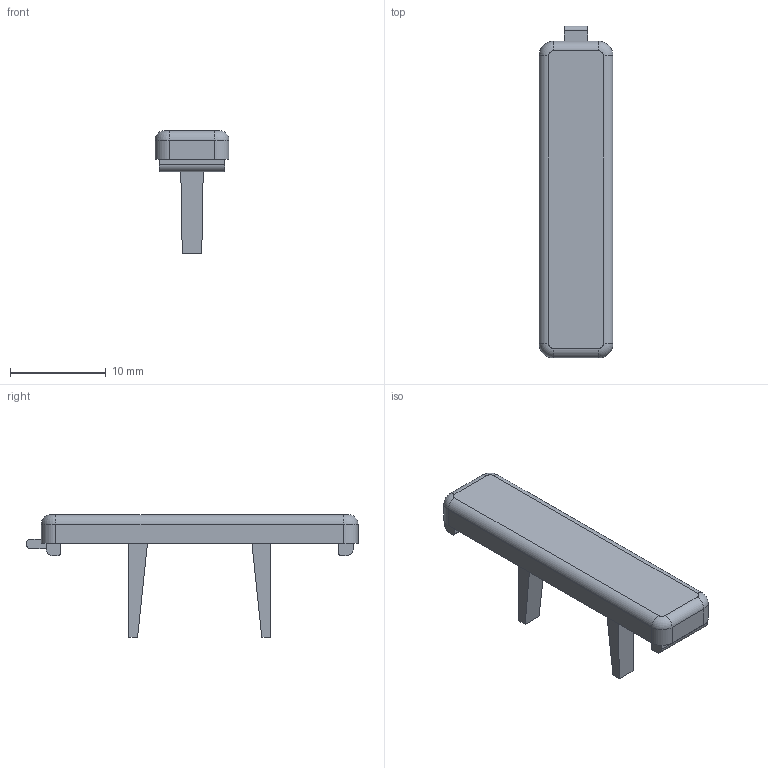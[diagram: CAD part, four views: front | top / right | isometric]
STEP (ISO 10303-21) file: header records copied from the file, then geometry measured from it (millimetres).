
FILE_DESCRIPTION(('CATIA V5R19 STEP'),'2;1');
FILE_NAME ('D1456558_0', '2015-01-12T10:04:17+00:00', ('Weidmueller Interface'), ('Weidmueller'), 'CATIA Version 5 Release 20 SP 5 (IN-10)', 'CATIA V5 STEP AP214', 'none');
FILE_SCHEMA(('AUTOMOTIVE_DESIGN { 1 0 10303 214 1 1 1 1 }'));
Length unit declared in the file: millimetre
Products named in the file (1): EM 8/30 EINBAUZUSTAND
Bounding box: 7.7 x 34.6 x 12.8 mm (x, y, z)
Volume: 677 mm3; surface area: 1361 mm2
Topology: 1 solids, 2 shells, 58 faces, 143 edges, 92 vertices
Faces by surface type: plane 37, cylinder 17, torus 4
Entity records: 1652 total; most frequent: CARTESIAN_POINT 287, ORIENTED_EDGE 286, DIRECTION 245, EDGE_CURVE 143, VECTOR 105, LINE 105, VERTEX_POINT 92, AXIS2_PLACEMENT_3D 90
